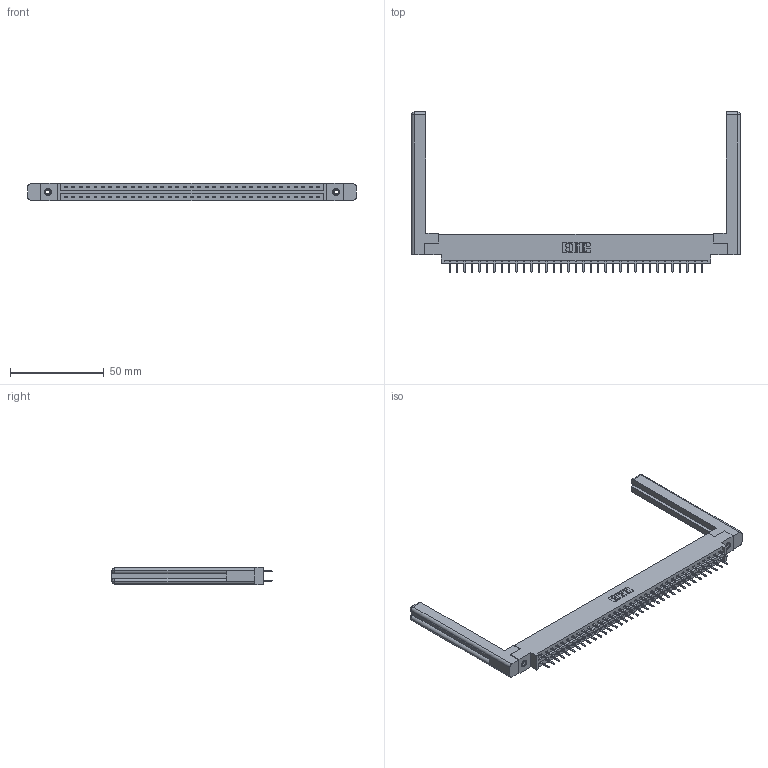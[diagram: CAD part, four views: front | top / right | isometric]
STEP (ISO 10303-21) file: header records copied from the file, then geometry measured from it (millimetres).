
FILE_DESCRIPTION (( 'STEP AP203' ), '1' );
FILE_NAME ('387-070-520-858.STEP', '2019-10-19T22:40:17', ( '' ), ( '' ), 'SwSTEP 2.0', 'SolidWorks 2016', '' );
FILE_SCHEMA (( 'CONFIG_CONTROL_DESIGN' ));
Length unit declared in the file: inch
Products named in the file (5): 337 Part_0.170 Offset - 0.156 Dia-TI; 345-250-001_345-250-001-102; 307-220-058; 387-070-520-858; 345-292-001_345-293-120
Assembly tree (75 placements, depth 2):
  387-070-520-858
    337 Part_0.170 Offset - 0.156 Dia-TI
    345-292-001_345-293-120  x70
    345-250-001_345-250-001-102  x2
    307-220-058  x2
Bounding box: 175.31 x 85.43 x 9.4 mm (x, y, z)
Volume: 25376.5 mm3; surface area: 25612.6 mm2
Topology: 75 solids, 75 shells, 4320 faces, 12507 edges, 8138 vertices
Faces by surface type: plane 2958, cylinder 1338, cone 12, torus 12
Entity records: 30922 total; most frequent: CARTESIAN_POINT 5237, ORIENTED_EDGE 5100, DIRECTION 4470, EDGE_CURVE 2550, VECTOR 2370, LINE 2370, VERTEX_POINT 1690, AXIS2_PLACEMENT_3D 1050
